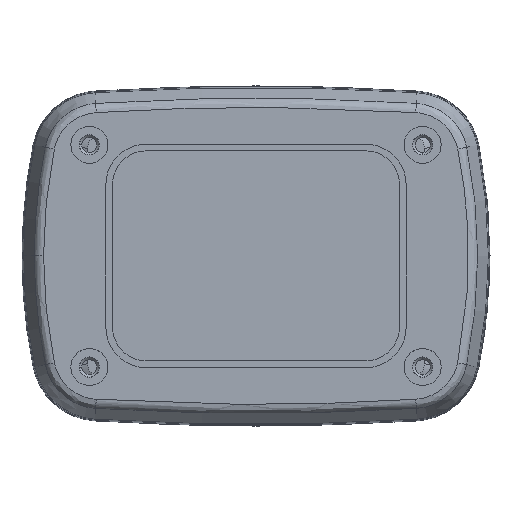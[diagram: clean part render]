
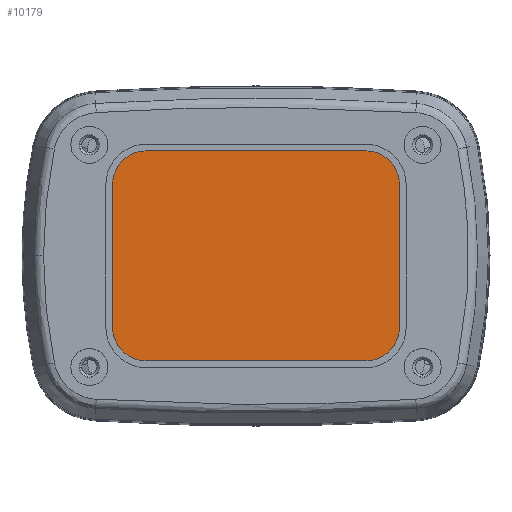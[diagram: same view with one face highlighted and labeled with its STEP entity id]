
A CAD part, top view. The second image highlights one B-rep face of the part: STEP entity #10179.
In plain terms, the highlighted planar face has unit normal (0, 0, 1).
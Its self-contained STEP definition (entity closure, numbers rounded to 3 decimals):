
#117 = EDGE_CURVE ( 'NONE', #7789, #9295, #7614, .T. ) ;
#426 = CARTESIAN_POINT ( 'NONE',  ( 11838.368, 57.395, -36.737 ) ) ;
#464 = DIRECTION ( 'NONE',  ( 1., 0., 0. ) ) ;
#514 = DIRECTION ( 'NONE',  ( 1., 0., 0. ) ) ;
#527 = CIRCLE ( 'NONE', #10047, 5. ) ;
#734 = VERTEX_POINT ( 'NONE', #7491 ) ;
#834 = DIRECTION ( 'NONE',  ( 1., 0., 0. ) ) ;
#872 = VERTEX_POINT ( 'NONE', #6764 ) ;
#1013 = ORIENTED_EDGE ( 'NONE', *, *, #117, .F. ) ;
#1209 = ORIENTED_EDGE ( 'NONE', *, *, #10155, .F. ) ;
#1216 = CARTESIAN_POINT ( 'NONE',  ( 11875.968, 52.395, -36.737 ) ) ;
#1500 = CARTESIAN_POINT ( 'NONE',  ( 11859.668, 67.995, -36.737 ) ) ;
#1588 = EDGE_CURVE ( 'NONE', #9295, #734, #3516, .T. ) ;
#1804 = DIRECTION ( 'NONE',  ( 0., 0., -1. ) ) ;
#1891 = FACE_OUTER_BOUND ( 'NONE', #4095, .T. ) ;
#2182 = LINE ( 'NONE', #2345, #4521 ) ;
#2345 = CARTESIAN_POINT ( 'NONE',  ( 11875.968, 52.395, -36.737 ) ) ;
#2364 = VERTEX_POINT ( 'NONE', #4293 ) ;
#2577 = ORIENTED_EDGE ( 'NONE', *, *, #8529, .F. ) ;
#2803 = CARTESIAN_POINT ( 'NONE',  ( 11843.368, 78.595, -36.737 ) ) ;
#2992 = CARTESIAN_POINT ( 'NONE',  ( 11838.368, 57.395, -36.737 ) ) ;
#3027 = ORIENTED_EDGE ( 'NONE', *, *, #7800, .F. ) ;
#3155 = CIRCLE ( 'NONE', #3242, 5. ) ;
#3242 = AXIS2_PLACEMENT_3D ( 'NONE', #7074, #1804, #7988 ) ;
#3248 = DIRECTION ( 'NONE',  ( -1., 0., 0. ) ) ;
#3397 = ORIENTED_EDGE ( 'NONE', *, *, #11181, .F. ) ;
#3516 = CIRCLE ( 'NONE', #11257, 5. ) ;
#3654 = ORIENTED_EDGE ( 'NONE', *, *, #4393, .F. ) ;
#3713 = DIRECTION ( 'NONE',  ( 1., 0., 0. ) ) ;
#3801 = VECTOR ( 'NONE', #834, 1000. ) ;
#4095 = EDGE_LOOP ( 'NONE', ( #11133, #3027, #3654, #10931, #1013, #3397, #1209, #2577 ) ) ;
#4174 = DIRECTION ( 'NONE',  ( 0., 0., 1. ) ) ;
#4215 = EDGE_CURVE ( 'NONE', #9759, #2364, #9606, .T. ) ;
#4293 = CARTESIAN_POINT ( 'NONE',  ( 11880.968, 57.395, -36.737 ) ) ;
#4393 = EDGE_CURVE ( 'NONE', #734, #6154, #8226, .T. ) ;
#4521 = VECTOR ( 'NONE', #3248, 1000. ) ;
#4590 = DIRECTION ( 'NONE',  ( 0., -1., 0. ) ) ;
#5231 = VECTOR ( 'NONE', #10073, 1000. ) ;
#5750 = DIRECTION ( 'NONE',  ( 0., 0., -1. ) ) ;
#5797 = DIRECTION ( 'NONE',  ( 0., 0., -1. ) ) ;
#6104 = CARTESIAN_POINT ( 'NONE',  ( 11843.368, 83.595, -36.737 ) ) ;
#6154 = VERTEX_POINT ( 'NONE', #10392 ) ;
#6629 = AXIS2_PLACEMENT_3D ( 'NONE', #11040, #5750, #464 ) ;
#6764 = CARTESIAN_POINT ( 'NONE',  ( 11843.368, 52.395, -36.737 ) ) ;
#6860 = AXIS2_PLACEMENT_3D ( 'NONE', #1500, #4174, #10363 ) ;
#7074 = CARTESIAN_POINT ( 'NONE',  ( 11875.968, 57.395, -36.737 ) ) ;
#7491 = CARTESIAN_POINT ( 'NONE',  ( 11843.368, 83.595, -36.737 ) ) ;
#7614 = LINE ( 'NONE', #2992, #5231 ) ;
#7789 = VERTEX_POINT ( 'NONE', #426 ) ;
#7800 = EDGE_CURVE ( 'NONE', #6154, #9759, #11176, .T. ) ;
#7988 = DIRECTION ( 'NONE',  ( 1., 0., 0. ) ) ;
#8226 = LINE ( 'NONE', #6104, #3801 ) ;
#8529 = EDGE_CURVE ( 'NONE', #2364, #10449, #3155, .T. ) ;
#8575 = PLANE ( 'NONE',  #6860 ) ;
#9003 = DIRECTION ( 'NONE',  ( 0., 0., -1. ) ) ;
#9028 = CARTESIAN_POINT ( 'NONE',  ( 11880.968, 78.595, -36.737 ) ) ;
#9295 = VERTEX_POINT ( 'NONE', #10932 ) ;
#9606 = LINE ( 'NONE', #9028, #9880 ) ;
#9759 = VERTEX_POINT ( 'NONE', #10808 ) ;
#9880 = VECTOR ( 'NONE', #4590, 1000. ) ;
#10047 = AXIS2_PLACEMENT_3D ( 'NONE', #11092, #5797, #514 ) ;
#10073 = DIRECTION ( 'NONE',  ( 0., 1., 0. ) ) ;
#10155 = EDGE_CURVE ( 'NONE', #10449, #872, #2182, .T. ) ;
#10179 = ADVANCED_FACE ( 'NONE', ( #1891 ), #8575, .T. ) ;
#10363 = DIRECTION ( 'NONE',  ( 1., 0., 0. ) ) ;
#10392 = CARTESIAN_POINT ( 'NONE',  ( 11875.968, 83.595, -36.737 ) ) ;
#10449 = VERTEX_POINT ( 'NONE', #1216 ) ;
#10808 = CARTESIAN_POINT ( 'NONE',  ( 11880.968, 78.595, -36.737 ) ) ;
#10931 = ORIENTED_EDGE ( 'NONE', *, *, #1588, .F. ) ;
#10932 = CARTESIAN_POINT ( 'NONE',  ( 11838.368, 78.595, -36.737 ) ) ;
#11040 = CARTESIAN_POINT ( 'NONE',  ( 11875.968, 78.595, -36.737 ) ) ;
#11092 = CARTESIAN_POINT ( 'NONE',  ( 11843.368, 57.395, -36.737 ) ) ;
#11133 = ORIENTED_EDGE ( 'NONE', *, *, #4215, .F. ) ;
#11176 = CIRCLE ( 'NONE', #6629, 5. ) ;
#11181 = EDGE_CURVE ( 'NONE', #872, #7789, #527, .T. ) ;
#11257 = AXIS2_PLACEMENT_3D ( 'NONE', #2803, #9003, #3713 ) ;
